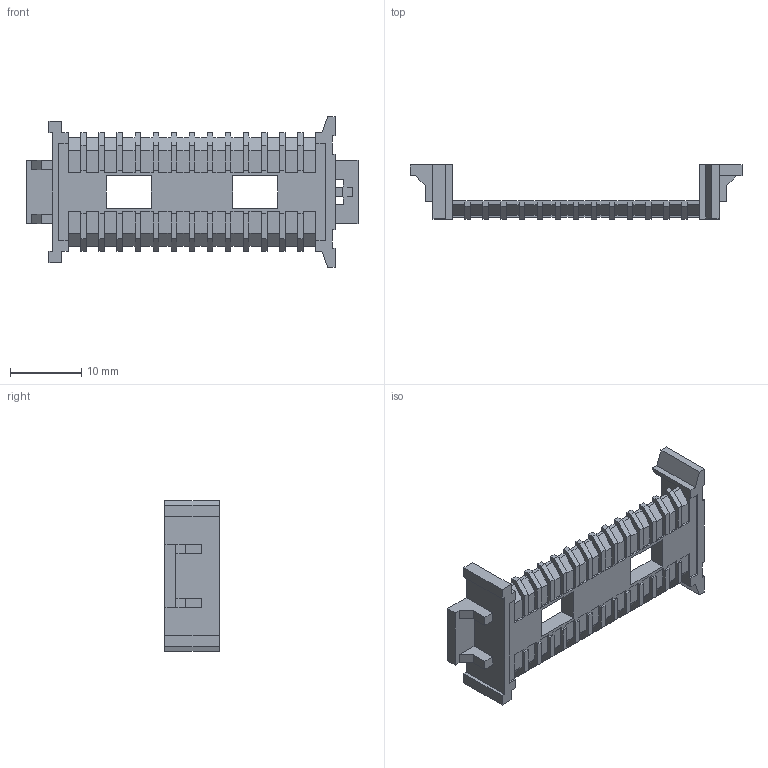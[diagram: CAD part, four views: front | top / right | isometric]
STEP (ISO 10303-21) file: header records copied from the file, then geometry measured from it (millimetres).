
FILE_DESCRIPTION((''),'1');
FILE_NAME('50-39-5288','2000-12-05T',('GOPALAN'),(''),'PRO/ENGINEER BY PARAMETRIC TECHNOLOGY CORPORATION, 9902','PRO/ENGINEER BY PARAMETRIC TECHNOLOGY CORPORATION, 9902','');
FILE_SCHEMA(('CONFIG_CONTROL_DESIGN'));
Length unit declared in the file: inch
Products named in the file (1): 50-39-5288
Bounding box: 46.66 x 7.62 x 21.16 mm (x, y, z)
Surface area: 2426.5 mm2 (no closed solid volume)
Topology: 0 solids, 0 shells, 355 faces, 2114 edges, 2114 vertices
Faces by surface type: plane 355
Entity records: 9937 total; most frequent: COMPOSITE_CURVE_SEGMENT 2114, DIRECTION 1767, CARTESIAN_POINT 1412, VECTOR 1057, LINE 1057, TRIMMED_CURVE 1057, AXIS2_PLACEMENT_3D 355, PLANE 355
